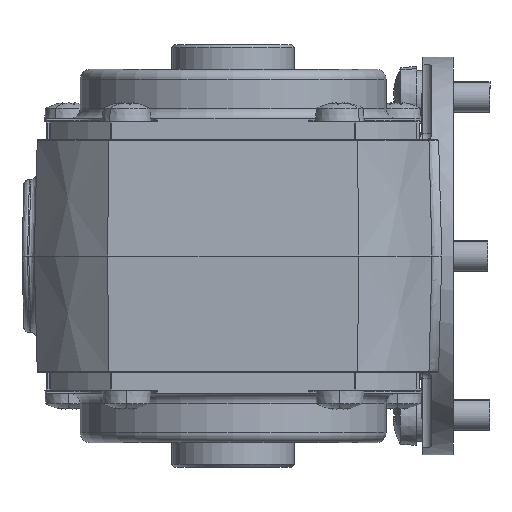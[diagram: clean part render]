
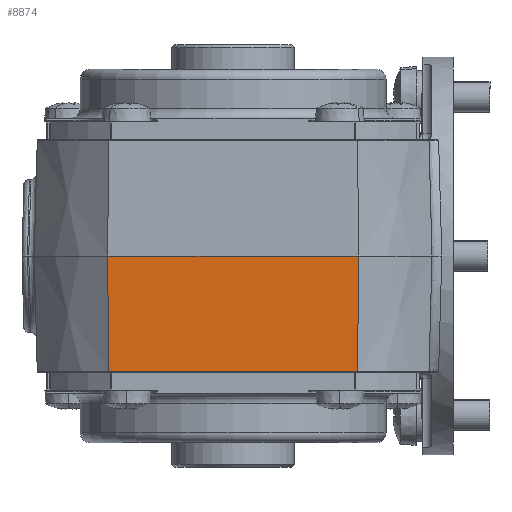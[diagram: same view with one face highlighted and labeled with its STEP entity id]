
A CAD part, front view. The second image highlights one B-rep face of the part: STEP entity #8874.
In plain terms, the highlighted planar face has unit normal (0, -1, -0.026).
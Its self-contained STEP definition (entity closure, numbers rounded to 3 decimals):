
#8874 = ADVANCED_FACE ( 'NONE', ( #15166 ), #15151, .T. ) ;
#8875 = EDGE_LOOP ( 'NONE', ( #8876, #8933, #8935, #8936 ) ) ;
#8876 = ORIENTED_EDGE ( 'NONE', *, *, #8877, .T. ) ;
#8877 = EDGE_CURVE ( 'NONE', #8878, #8932, #15146, .T. ) ;
#8878 = VERTEX_POINT ( 'NONE', #15145 ) ;
#8932 = VERTEX_POINT ( 'NONE', #15323 ) ;
#8933 = ORIENTED_EDGE ( 'NONE', *, *, #8934, .T. ) ;
#8934 = EDGE_CURVE ( 'NONE', #8932, #8949, #15371, .T. ) ;
#8935 = ORIENTED_EDGE ( 'NONE', *, *, #8947, .F. ) ;
#8936 = ORIENTED_EDGE ( 'NONE', *, *, #8937, .F. ) ;
#8937 = EDGE_CURVE ( 'NONE', #8878, #8948, #15366, .T. ) ;
#8947 = EDGE_CURVE ( 'NONE', #8948, #8949, #15411, .T. ) ;
#8948 = VERTEX_POINT ( 'NONE', #15410 ) ;
#8949 = VERTEX_POINT ( 'NONE', #15412 ) ;
#15145 = CARTESIAN_POINT ( 'NONE',  ( -20.494, -63., 0. ) ) ;
#15146 = B_SPLINE_CURVE_WITH_KNOTS ( 'NONE', 3,
 ( #15199, #15198, #15197, #15196 ),
 .UNSPECIFIED., .F., .F.,
 ( 4, 4 ),
 ( 0., 0.019 ),
 .UNSPECIFIED. ) ;
#15147 = DIRECTION ( 'NONE',  ( 0., 0.026, -1. ) ) ;
#15148 = DIRECTION ( 'NONE',  ( 0., -1., -0.026 ) ) ;
#15149 = CARTESIAN_POINT ( 'NONE',  ( -20.494, -63., 0. ) ) ;
#15150 = AXIS2_PLACEMENT_3D ( 'NONE', #15149, #15148, #15147 ) ;
#15151 = PLANE ( 'NONE',  #15150 ) ;
#15166 = FACE_OUTER_BOUND ( 'NONE', #8875, .T. ) ;
#15196 = CARTESIAN_POINT ( 'NONE',  ( -20.349, -62.508, -18.805 ) ) ;
#15197 = CARTESIAN_POINT ( 'NONE',  ( -20.398, -62.672, -12.537 ) ) ;
#15198 = CARTESIAN_POINT ( 'NONE',  ( -20.446, -62.836, -6.268 ) ) ;
#15199 = CARTESIAN_POINT ( 'NONE',  ( -20.494, -63., 0. ) ) ;
#15323 = CARTESIAN_POINT ( 'NONE',  ( -20.349, -62.508, -18.805 ) ) ;
#15363 = DIRECTION ( 'NONE',  ( 1., 0., 0. ) ) ;
#15364 = VECTOR ( 'NONE', #15363, 1000. ) ;
#15365 = CARTESIAN_POINT ( 'NONE',  ( -20.494, -63., 0. ) ) ;
#15366 = LINE ( 'NONE', #15365, #15364 ) ;
#15368 = DIRECTION ( 'NONE',  ( 1., 0., 0. ) ) ;
#15369 = VECTOR ( 'NONE', #15368, 1000. ) ;
#15370 = CARTESIAN_POINT ( 'NONE',  ( -20.494, -62.508, -18.805 ) ) ;
#15371 = LINE ( 'NONE', #15370, #15369 ) ;
#15406 = CARTESIAN_POINT ( 'NONE',  ( 20.349, -62.508, -18.805 ) ) ;
#15407 = CARTESIAN_POINT ( 'NONE',  ( 20.398, -62.672, -12.537 ) ) ;
#15408 = CARTESIAN_POINT ( 'NONE',  ( 20.446, -62.836, -6.268 ) ) ;
#15409 = CARTESIAN_POINT ( 'NONE',  ( 20.494, -63., 0. ) ) ;
#15410 = CARTESIAN_POINT ( 'NONE',  ( 20.494, -63., 0. ) ) ;
#15411 = B_SPLINE_CURVE_WITH_KNOTS ( 'NONE', 3,
 ( #15409, #15408, #15407, #15406 ),
 .UNSPECIFIED., .F., .F.,
 ( 4, 4 ),
 ( 0., 0.019 ),
 .UNSPECIFIED. ) ;
#15412 = CARTESIAN_POINT ( 'NONE',  ( 20.349, -62.508, -18.805 ) ) ;
